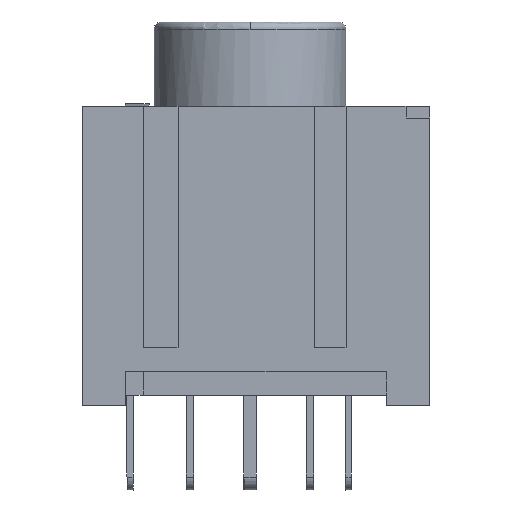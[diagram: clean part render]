
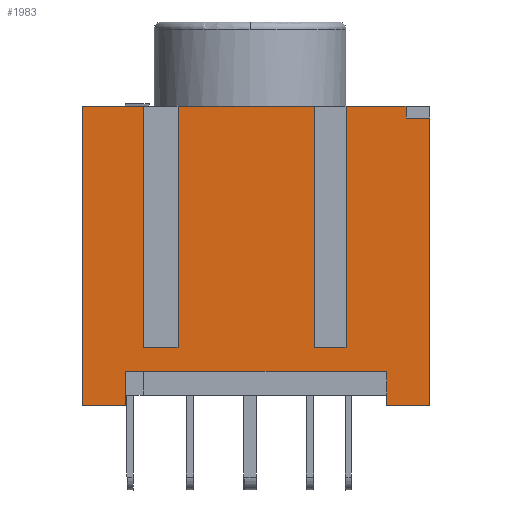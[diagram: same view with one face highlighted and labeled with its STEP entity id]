
A CAD part, left-side view. The second image highlights one B-rep face of the part: STEP entity #1983.
In plain terms, the highlighted planar face has unit normal (-1, 0, 0).
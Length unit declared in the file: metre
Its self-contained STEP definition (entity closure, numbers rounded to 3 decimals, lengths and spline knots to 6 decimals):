
#115=B_SPLINE_CURVE_WITH_KNOTS('',3,(#2997,#2998,#2999,#3000),
 .UNSPECIFIED.,.F.,.F.,(4,4),(0.,1.),.UNSPECIFIED.);
#128=B_SPLINE_CURVE_WITH_KNOTS('',3,(#3090,#3091,#3092,#3093),
 .UNSPECIFIED.,.F.,.F.,(4,4),(0.,1.),.UNSPECIFIED.);
#146=B_SPLINE_CURVE_WITH_KNOTS('',3,(#3176,#3177,#3178,#3179),
 .UNSPECIFIED.,.F.,.F.,(4,4),(0.,1.),.UNSPECIFIED.);
#150=B_SPLINE_CURVE_WITH_KNOTS('',3,(#3196,#3197,#3198,#3199),
 .UNSPECIFIED.,.F.,.F.,(4,4),(0.,1.),.UNSPECIFIED.);
#159=B_SPLINE_CURVE_WITH_KNOTS('',3,(#3246,#3247,#3248,#3249),
 .UNSPECIFIED.,.F.,.F.,(4,4),(0.,1.),.UNSPECIFIED.);
#160=B_SPLINE_CURVE_WITH_KNOTS('',3,(#3252,#3253,#3254,#3255),
 .UNSPECIFIED.,.F.,.F.,(4,4),(0.,1.),.UNSPECIFIED.);
#161=B_SPLINE_CURVE_WITH_KNOTS('',3,(#3257,#3258,#3259,#3260),
 .UNSPECIFIED.,.F.,.F.,(4,4),(0.,1.),.UNSPECIFIED.);
#162=B_SPLINE_CURVE_WITH_KNOTS('',3,(#3262,#3263,#3264,#3265),
 .UNSPECIFIED.,.F.,.F.,(4,4),(0.,1.),.UNSPECIFIED.);
#163=B_SPLINE_CURVE_WITH_KNOTS('',3,(#3267,#3268,#3269,#3270),
 .UNSPECIFIED.,.F.,.F.,(4,4),(0.,1.),.UNSPECIFIED.);
#164=B_SPLINE_CURVE_WITH_KNOTS('',3,(#3271,#3272,#3273,#3274),
 .UNSPECIFIED.,.F.,.F.,(4,4),(0.,1.),.UNSPECIFIED.);
#165=B_SPLINE_CURVE_WITH_KNOTS('',3,(#3276,#3277,#3278,#3279),
 .UNSPECIFIED.,.F.,.F.,(4,4),(0.,1.),.UNSPECIFIED.);
#166=B_SPLINE_CURVE_WITH_KNOTS('',3,(#3281,#3282,#3283,#3284),
 .UNSPECIFIED.,.F.,.F.,(4,4),(0.,1.),.UNSPECIFIED.);
#167=B_SPLINE_CURVE_WITH_KNOTS('',3,(#3285,#3286,#3287,#3288),
 .UNSPECIFIED.,.F.,.F.,(4,4),(0.,1.),.UNSPECIFIED.);
#168=B_SPLINE_CURVE_WITH_KNOTS('',3,(#3290,#3291,#3292,#3293),
 .UNSPECIFIED.,.F.,.F.,(4,4),(0.,1.),.UNSPECIFIED.);
#169=B_SPLINE_CURVE_WITH_KNOTS('',3,(#3295,#3296,#3297,#3298),
 .UNSPECIFIED.,.F.,.F.,(4,4),(0.,1.),.UNSPECIFIED.);
#170=B_SPLINE_CURVE_WITH_KNOTS('',3,(#3299,#3300,#3301,#3302),
 .UNSPECIFIED.,.F.,.F.,(4,4),(0.,1.),.UNSPECIFIED.);
#171=B_SPLINE_CURVE_WITH_KNOTS('',3,(#3304,#3305,#3306,#3307),
 .UNSPECIFIED.,.F.,.F.,(4,4),(0.,1.),.UNSPECIFIED.);
#172=B_SPLINE_CURVE_WITH_KNOTS('',3,(#3309,#3310,#3311,#3312),
 .UNSPECIFIED.,.F.,.F.,(4,4),(0.,1.),.UNSPECIFIED.);
#173=B_SPLINE_CURVE_WITH_KNOTS('',3,(#3313,#3314,#3315,#3316),
 .UNSPECIFIED.,.F.,.F.,(4,4),(0.,1.),.UNSPECIFIED.);
#174=B_SPLINE_CURVE_WITH_KNOTS('',3,(#3318,#3319,#3320,#3321),
 .UNSPECIFIED.,.F.,.F.,(4,4),(0.,0.005075),
 .UNSPECIFIED.);
#175=B_SPLINE_CURVE_WITH_KNOTS('',3,(#3323,#3324,#3325,#3326),
 .UNSPECIFIED.,.F.,.F.,(4,4),(0.,0.0005),.UNSPECIFIED.);
#176=B_SPLINE_CURVE_WITH_KNOTS('',3,(#3328,#3329,#3330,#3331),
 .UNSPECIFIED.,.F.,.F.,(4,4),(0.,0.0005),
 .UNSPECIFIED.);
#455=ORIENTED_EDGE('',*,*,#1055,.F.);
#456=ORIENTED_EDGE('',*,*,#1056,.F.);
#457=ORIENTED_EDGE('',*,*,#1057,.F.);
#458=ORIENTED_EDGE('',*,*,#1058,.F.);
#459=ORIENTED_EDGE('',*,*,#1059,.F.);
#460=ORIENTED_EDGE('',*,*,#1022,.F.);
#461=ORIENTED_EDGE('',*,*,#1060,.F.);
#462=ORIENTED_EDGE('',*,*,#1061,.F.);
#463=ORIENTED_EDGE('',*,*,#1062,.F.);
#464=ORIENTED_EDGE('',*,*,#1044,.F.);
#465=ORIENTED_EDGE('',*,*,#1063,.F.);
#466=ORIENTED_EDGE('',*,*,#1064,.F.);
#467=ORIENTED_EDGE('',*,*,#1065,.F.);
#468=ORIENTED_EDGE('',*,*,#1040,.F.);
#469=ORIENTED_EDGE('',*,*,#1066,.F.);
#470=ORIENTED_EDGE('',*,*,#1067,.F.);
#471=ORIENTED_EDGE('',*,*,#1068,.F.);
#472=ORIENTED_EDGE('',*,*,#1003,.F.);
#473=ORIENTED_EDGE('',*,*,#1069,.F.);
#474=ORIENTED_EDGE('',*,*,#1070,.F.);
#475=ORIENTED_EDGE('',*,*,#1071,.F.);
#476=ORIENTED_EDGE('',*,*,#1072,.F.);
#1003=EDGE_CURVE('',#1328,#1330,#115,.T.);
#1022=EDGE_CURVE('',#1346,#1347,#128,.T.);
#1040=EDGE_CURVE('',#1360,#1361,#146,.T.);
#1044=EDGE_CURVE('',#1364,#1365,#150,.T.);
#1055=EDGE_CURVE('',#1372,#1373,#159,.F.);
#1056=EDGE_CURVE('',#1374,#1372,#160,.F.);
#1057=EDGE_CURVE('',#1375,#1374,#161,.F.);
#1058=EDGE_CURVE('',#1376,#1375,#162,.F.);
#1059=EDGE_CURVE('',#1347,#1376,#163,.F.);
#1060=EDGE_CURVE('',#1377,#1346,#164,.F.);
#1061=EDGE_CURVE('',#1378,#1377,#165,.F.);
#1062=EDGE_CURVE('',#1365,#1378,#166,.F.);
#1063=EDGE_CURVE('',#1379,#1364,#167,.F.);
#1064=EDGE_CURVE('',#1380,#1379,#168,.F.);
#1065=EDGE_CURVE('',#1361,#1380,#169,.F.);
#1066=EDGE_CURVE('',#1381,#1360,#170,.F.);
#1067=EDGE_CURVE('',#1382,#1381,#171,.F.);
#1068=EDGE_CURVE('',#1330,#1382,#172,.F.);
#1069=EDGE_CURVE('',#1383,#1328,#173,.F.);
#1070=EDGE_CURVE('',#1384,#1383,#174,.T.);
#1071=EDGE_CURVE('',#1385,#1384,#175,.T.);
#1072=EDGE_CURVE('',#1373,#1385,#176,.T.);
#1328=VERTEX_POINT('',#2995);
#1330=VERTEX_POINT('',#3001);
#1346=VERTEX_POINT('',#3089);
#1347=VERTEX_POINT('',#3094);
#1360=VERTEX_POINT('',#3175);
#1361=VERTEX_POINT('',#3180);
#1364=VERTEX_POINT('',#3195);
#1365=VERTEX_POINT('',#3200);
#1372=VERTEX_POINT('',#3250);
#1373=VERTEX_POINT('',#3251);
#1374=VERTEX_POINT('',#3256);
#1375=VERTEX_POINT('',#3261);
#1376=VERTEX_POINT('',#3266);
#1377=VERTEX_POINT('',#3275);
#1378=VERTEX_POINT('',#3280);
#1379=VERTEX_POINT('',#3289);
#1380=VERTEX_POINT('',#3294);
#1381=VERTEX_POINT('',#3303);
#1382=VERTEX_POINT('',#3308);
#1383=VERTEX_POINT('',#3317);
#1384=VERTEX_POINT('',#3322);
#1385=VERTEX_POINT('',#3327);
#1643=EDGE_LOOP('',(#455,#456,#457,#458,#459,#460,#461,#462,#463,#464,#465,
#466,#467,#468,#469,#470,#471,#472,#473,#474,#475,#476));
#1767=FACE_BOUND('',#1643,.T.);
#1880=PLANE('',#2372);
#1983=ADVANCED_FACE('',(#1767),#1880,.F.);
#2372=AXIS2_PLACEMENT_3D('',#3245,#2552,#2553);
#2552=DIRECTION('',(1.,0.,0.));
#2553=DIRECTION('',(0.,1.,0.));
#2995=CARTESIAN_POINT('',(-0.004999,0.00445,0.001));
#2997=CARTESIAN_POINT('',(-0.005,0.00445,0.001));
#2998=CARTESIAN_POINT('',(-0.005,0.0047,0.001));
#2999=CARTESIAN_POINT('',(-0.005,0.00495,0.001));
#3000=CARTESIAN_POINT('',(-0.005,0.0052,0.001));
#3001=CARTESIAN_POINT('',(-0.005,0.0052,0.001));
#3089=CARTESIAN_POINT('',(-0.005,-0.004,0.01205));
#3090=CARTESIAN_POINT('',(-0.005,-0.004,0.01205));
#3091=CARTESIAN_POINT('',(-0.005,-0.004833,0.01205));
#3092=CARTESIAN_POINT('',(-0.005,-0.005667,0.01205));
#3093=CARTESIAN_POINT('',(-0.005,-0.0065,0.01205));
#3094=CARTESIAN_POINT('',(-0.005,-0.0065,0.01205));
#3175=CARTESIAN_POINT('',(-0.005,0.007,0.01205));
#3176=CARTESIAN_POINT('',(-0.005,0.007,0.01205));
#3177=CARTESIAN_POINT('',(-0.005,0.00615,0.01205));
#3178=CARTESIAN_POINT('',(-0.005,0.0053,0.01205));
#3179=CARTESIAN_POINT('',(-0.005,0.00445,0.01205));
#3180=CARTESIAN_POINT('',(-0.005,0.00445,0.01205));
#3195=CARTESIAN_POINT('',(-0.005,0.003,0.01205));
#3196=CARTESIAN_POINT('',(-0.005,0.003,0.01205));
#3197=CARTESIAN_POINT('',(-0.005,0.0011,0.01205));
#3198=CARTESIAN_POINT('',(-0.005,-0.0008,0.01205));
#3199=CARTESIAN_POINT('',(-0.005,-0.0027,0.01205));
#3200=CARTESIAN_POINT('',(-0.005,-0.0027,0.01205));
#3245=CARTESIAN_POINT('',(-0.005,-0.0075,-0.00045));
#3246=CARTESIAN_POINT('',(-0.005,-0.0057,0.));
#3247=CARTESIAN_POINT('',(-0.005,-0.0057,-0.00015));
#3248=CARTESIAN_POINT('',(-0.005,-0.0057,-0.0003));
#3249=CARTESIAN_POINT('',(-0.005,-0.0057,-0.00045));
#3250=CARTESIAN_POINT('',(-0.005,-0.0057,-0.00045));
#3251=CARTESIAN_POINT('',(-0.004999,-0.0057,0.));
#3252=CARTESIAN_POINT('',(-0.005,-0.0057,-0.00045));
#3253=CARTESIAN_POINT('',(-0.005,-0.0063,-0.00045));
#3254=CARTESIAN_POINT('',(-0.005,-0.0069,-0.00045));
#3255=CARTESIAN_POINT('',(-0.005,-0.0075,-0.00045));
#3256=CARTESIAN_POINT('',(-0.005,-0.0075,-0.00045));
#3257=CARTESIAN_POINT('',(-0.005,-0.0075,-0.00045));
#3258=CARTESIAN_POINT('',(-0.005,-0.0075,0.00355));
#3259=CARTESIAN_POINT('',(-0.005,-0.0075,0.00755));
#3260=CARTESIAN_POINT('',(-0.005,-0.0075,0.01155));
#3261=CARTESIAN_POINT('',(-0.005,-0.0075,0.01155));
#3262=CARTESIAN_POINT('',(-0.005,-0.0075,0.01155));
#3263=CARTESIAN_POINT('',(-0.005,-0.007167,0.01155));
#3264=CARTESIAN_POINT('',(-0.005,-0.006833,0.01155));
#3265=CARTESIAN_POINT('',(-0.005,-0.0065,0.01155));
#3266=CARTESIAN_POINT('',(-0.005,-0.0065,0.01155));
#3267=CARTESIAN_POINT('',(-0.005,-0.0065,0.01155));
#3268=CARTESIAN_POINT('',(-0.005,-0.0065,0.011717));
#3269=CARTESIAN_POINT('',(-0.005,-0.0065,0.011883));
#3270=CARTESIAN_POINT('',(-0.005,-0.0065,0.01205));
#3271=CARTESIAN_POINT('',(-0.005,-0.004,0.01205));
#3272=CARTESIAN_POINT('',(-0.005,-0.004,0.0087));
#3273=CARTESIAN_POINT('',(-0.005,-0.004,0.00535));
#3274=CARTESIAN_POINT('',(-0.005,-0.004,0.002));
#3275=CARTESIAN_POINT('',(-0.005,-0.004,0.002));
#3276=CARTESIAN_POINT('',(-0.005,-0.004,0.002));
#3277=CARTESIAN_POINT('',(-0.005,-0.003567,0.002));
#3278=CARTESIAN_POINT('',(-0.005,-0.003133,0.002));
#3279=CARTESIAN_POINT('',(-0.005,-0.0027,0.002));
#3280=CARTESIAN_POINT('',(-0.005,-0.0027,0.002));
#3281=CARTESIAN_POINT('',(-0.005,-0.0027,0.002));
#3282=CARTESIAN_POINT('',(-0.005,-0.0027,0.00535));
#3283=CARTESIAN_POINT('',(-0.005,-0.0027,0.0087));
#3284=CARTESIAN_POINT('',(-0.005,-0.0027,0.01205));
#3285=CARTESIAN_POINT('',(-0.005,0.003,0.01205));
#3286=CARTESIAN_POINT('',(-0.005,0.003,0.0087));
#3287=CARTESIAN_POINT('',(-0.005,0.003,0.00535));
#3288=CARTESIAN_POINT('',(-0.005,0.003,0.002));
#3289=CARTESIAN_POINT('',(-0.005,0.003,0.002));
#3290=CARTESIAN_POINT('',(-0.005,0.003,0.002));
#3291=CARTESIAN_POINT('',(-0.005,0.003483,0.002));
#3292=CARTESIAN_POINT('',(-0.005,0.003967,0.002));
#3293=CARTESIAN_POINT('',(-0.005,0.00445,0.002));
#3294=CARTESIAN_POINT('',(-0.005,0.00445,0.002));
#3295=CARTESIAN_POINT('',(-0.005,0.00445,0.002));
#3296=CARTESIAN_POINT('',(-0.005,0.00445,0.00535));
#3297=CARTESIAN_POINT('',(-0.005,0.00445,0.0087));
#3298=CARTESIAN_POINT('',(-0.005,0.00445,0.01205));
#3299=CARTESIAN_POINT('',(-0.005,0.007,0.01205));
#3300=CARTESIAN_POINT('',(-0.005,0.007,0.007883));
#3301=CARTESIAN_POINT('',(-0.005,0.007,0.003717));
#3302=CARTESIAN_POINT('',(-0.005,0.007,-0.00045));
#3303=CARTESIAN_POINT('',(-0.005,0.007,-0.00045));
#3304=CARTESIAN_POINT('',(-0.005,0.007,-0.00045));
#3305=CARTESIAN_POINT('',(-0.005,0.0064,-0.00045));
#3306=CARTESIAN_POINT('',(-0.005,0.0058,-0.00045));
#3307=CARTESIAN_POINT('',(-0.005,0.0052,-0.00045));
#3308=CARTESIAN_POINT('',(-0.005,0.0052,-0.00045));
#3309=CARTESIAN_POINT('',(-0.005,0.0052,-0.00045));
#3310=CARTESIAN_POINT('',(-0.005,0.0052,0.000033));
#3311=CARTESIAN_POINT('',(-0.005,0.0052,0.000517));
#3312=CARTESIAN_POINT('',(-0.005,0.0052,0.001));
#3313=CARTESIAN_POINT('',(-0.005,0.00445,0.001));
#3314=CARTESIAN_POINT('',(-0.005,0.002758,0.001));
#3315=CARTESIAN_POINT('',(-0.005,0.001067,0.001));
#3316=CARTESIAN_POINT('',(-0.005,-0.000625,0.001));
#3317=CARTESIAN_POINT('',(-0.005,-0.000625,0.001));
#3318=CARTESIAN_POINT('',(-0.005,-0.0057,0.001));
#3319=CARTESIAN_POINT('',(-0.005,-0.004008,0.001));
#3320=CARTESIAN_POINT('',(-0.005,-0.002317,0.001));
#3321=CARTESIAN_POINT('',(-0.005,-0.000625,0.001));
#3322=CARTESIAN_POINT('',(-0.005,-0.0057,0.001));
#3323=CARTESIAN_POINT('',(-0.005,-0.0057,0.0005));
#3324=CARTESIAN_POINT('',(-0.005,-0.0057,0.000667));
#3325=CARTESIAN_POINT('',(-0.005,-0.0057,0.000833));
#3326=CARTESIAN_POINT('',(-0.005,-0.0057,0.001));
#3327=CARTESIAN_POINT('',(-0.005,-0.0057,0.0005));
#3328=CARTESIAN_POINT('',(-0.005,-0.0057,0.));
#3329=CARTESIAN_POINT('',(-0.005,-0.0057,0.000167));
#3330=CARTESIAN_POINT('',(-0.005,-0.0057,0.000333));
#3331=CARTESIAN_POINT('',(-0.005,-0.0057,0.0005));
